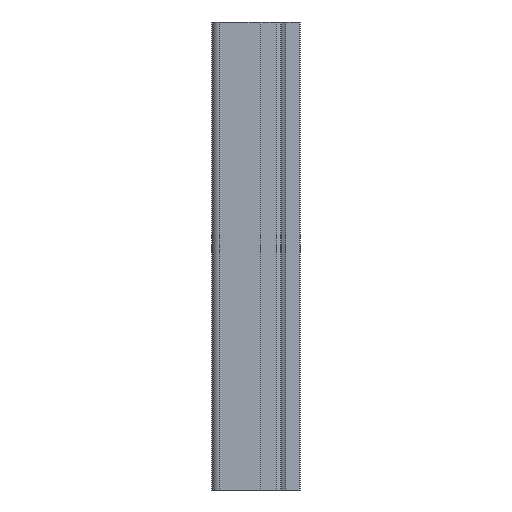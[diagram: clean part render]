
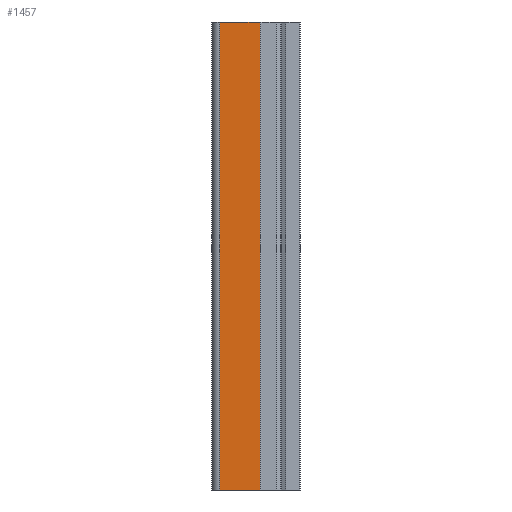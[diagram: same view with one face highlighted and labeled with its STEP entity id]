
A CAD part, front view. The second image highlights one B-rep face of the part: STEP entity #1457.
In plain terms, the highlighted planar face has unit normal (-0.028, -1, 0).
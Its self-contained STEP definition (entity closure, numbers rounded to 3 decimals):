
#12 = ORIENTED_EDGE ( 'NONE', *, *, #4961, .T. ) ;
#139 = CARTESIAN_POINT ( 'NONE',  ( 311.091, 325.05, 0. ) ) ;
#344 = AXIS2_PLACEMENT_3D ( 'NONE', #4859, #2456, #5226 ) ;
#466 = CARTESIAN_POINT ( 'NONE',  ( 311.091, 325.05, 100. ) ) ;
#473 = DIRECTION ( 'NONE',  ( 0., 0., -1. ) ) ;
#915 = DIRECTION ( 'NONE',  ( 1., -0.028, 0. ) ) ;
#991 = VECTOR ( 'NONE', #2052, 1000. ) ;
#1038 = LINE ( 'NONE', #2180, #3868 ) ;
#1217 = EDGE_CURVE ( 'NONE', #1890, #4763, #1038, .T. ) ;
#1310 = ORIENTED_EDGE ( 'NONE', *, *, #3767, .T. ) ;
#1457 = ADVANCED_FACE ( 'NONE', ( #2807 ), #2116, .F. ) ;
#1458 = VECTOR ( 'NONE', #915, 1000. ) ;
#1559 = VERTEX_POINT ( 'NONE', #139 ) ;
#1890 = VERTEX_POINT ( 'NONE', #466 ) ;
#2052 = DIRECTION ( 'NONE',  ( 0., 0., -1. ) ) ;
#2116 = PLANE ( 'NONE',  #344 ) ;
#2180 = CARTESIAN_POINT ( 'NONE',  ( 311.091, 325.05, 100. ) ) ;
#2217 = ORIENTED_EDGE ( 'NONE', *, *, #3223, .F. ) ;
#2341 = ORIENTED_EDGE ( 'NONE', *, *, #1217, .F. ) ;
#2456 = DIRECTION ( 'NONE',  ( 0.028, 1., 0. ) ) ;
#2552 = LINE ( 'NONE', #4983, #1458 ) ;
#2642 = VECTOR ( 'NONE', #473, 1000. ) ;
#2658 = DIRECTION ( 'NONE',  ( 1., -0.028, 0. ) ) ;
#2807 = FACE_OUTER_BOUND ( 'NONE', #4927, .T. ) ;
#2853 = LINE ( 'NONE', #3529, #991 ) ;
#3223 = EDGE_CURVE ( 'NONE', #4763, #3512, #2853, .T. ) ;
#3368 = CARTESIAN_POINT ( 'NONE',  ( 311.091, 325.05, 100. ) ) ;
#3469 = CARTESIAN_POINT ( 'NONE',  ( 319.788, 324.81, 0. ) ) ;
#3512 = VERTEX_POINT ( 'NONE', #3469 ) ;
#3529 = CARTESIAN_POINT ( 'NONE',  ( 319.788, 324.81, 100. ) ) ;
#3767 = EDGE_CURVE ( 'NONE', #1559, #3512, #2552, .T. ) ;
#3868 = VECTOR ( 'NONE', #2658, 1000. ) ;
#4495 = LINE ( 'NONE', #3368, #2642 ) ;
#4658 = CARTESIAN_POINT ( 'NONE',  ( 319.788, 324.81, 100. ) ) ;
#4763 = VERTEX_POINT ( 'NONE', #4658 ) ;
#4859 = CARTESIAN_POINT ( 'NONE',  ( 311.091, 325.05, 100. ) ) ;
#4927 = EDGE_LOOP ( 'NONE', ( #1310, #2217, #2341, #12 ) ) ;
#4961 = EDGE_CURVE ( 'NONE', #1890, #1559, #4495, .T. ) ;
#4983 = CARTESIAN_POINT ( 'NONE',  ( 311.091, 325.05, 0. ) ) ;
#5226 = DIRECTION ( 'NONE',  ( -1., 0.028, 0. ) ) ;
